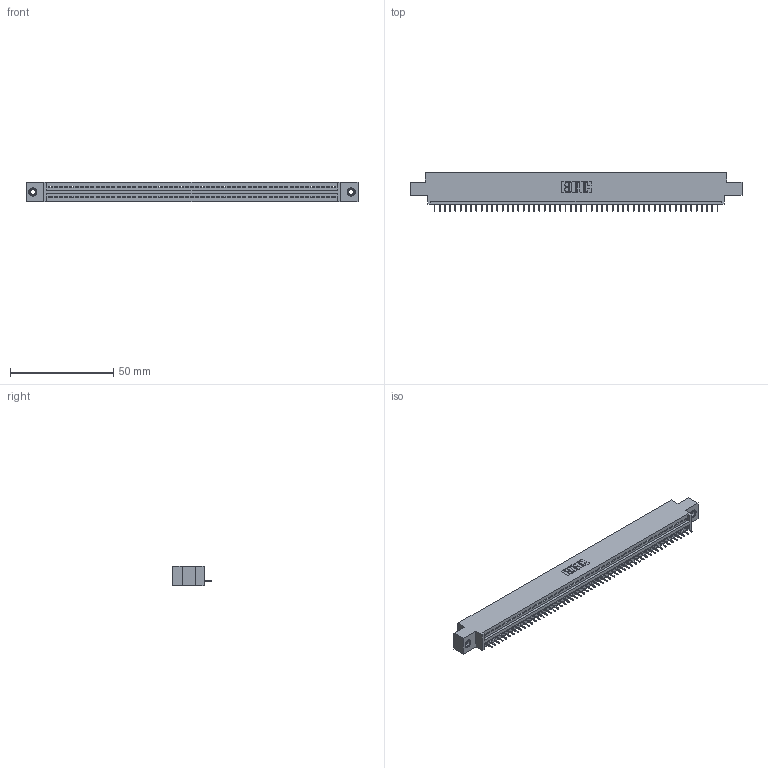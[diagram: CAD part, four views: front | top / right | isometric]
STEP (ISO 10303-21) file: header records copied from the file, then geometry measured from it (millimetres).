
FILE_DESCRIPTION (( 'STEP AP203' ), '1' );
FILE_NAME ('395-055-525-607.STEP', '2020-09-24T16:41:51', ( '' ), ( '' ), 'SwSTEP 2.0', 'SolidWorks 2020', '' );
FILE_SCHEMA (( 'CONFIG_CONTROL_DESIGN' ));
Length unit declared in the file: inch
Products named in the file (4): 345 Part_0.170 Offset - 0.156 Dia-TI; 395-055-525-607; 345-292-001_345-293-125; 345-250-001_345-250-005-103
Assembly tree (58 placements, depth 2):
  395-055-525-607
    345 Part_0.170 Offset - 0.156 Dia-TI
    345-292-001_345-293-125  x55
    345-250-001_345-250-005-103  x2
Bounding box: 160.91 x 18.72 x 9.4 mm (x, y, z)
Volume: 15038.3 mm3; surface area: 19571.5 mm2
Topology: 58 solids, 58 shells, 3600 faces, 10389 edges, 6698 vertices
Faces by surface type: plane 2646, cylinder 938, cone 12, torus 4
Entity records: 41036 total; most frequent: CARTESIAN_POINT 7088, ORIENTED_EDGE 7070, DIRECTION 6199, EDGE_CURVE 3535, LINE 3167, VECTOR 3167, VERTEX_POINT 2348, AXIS2_PLACEMENT_3D 1516
